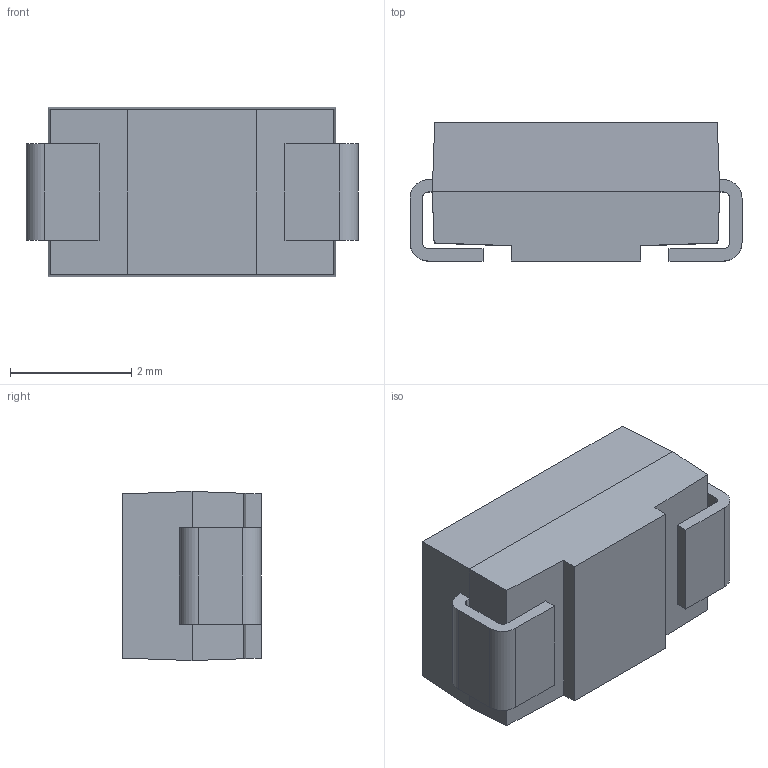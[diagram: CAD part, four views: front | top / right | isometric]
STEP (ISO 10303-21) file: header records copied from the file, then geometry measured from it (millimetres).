
FILE_DESCRIPTION( ( '' ), ' ' );
FILE_NAME( '586cc49b608a37105de45224.step', '2017-01-04T09:47:07', ( '' ), ( '' ), ' ', ' ', ' ' );
FILE_SCHEMA( ( 'AUTOMOTIVE_DESIGN { 1 0 10303 214 1 1 1 1 }' ) );
Length unit declared in the file: metre
Products named in the file (1): Open CASCADE STEP translator 6.8 1
Bounding box: 5.49 x 2.29 x 2.79 mm (x, y, z)
Volume: 29.2 mm3; surface area: 75.5 mm2
Topology: 1 solids, 1 shells, 130 faces, 343 edges, 226 vertices
Faces by surface type: plane 85, bspline 37, cylinder 8
Entity records: 8984 total; most frequent: CARTESIAN_POINT 3233, ORIENTED_EDGE 686, STYLED_ITEM 473, PRESENTATION_STYLE_ASSIGNMENT 473, DIRECTION 473, COLOUR_RGB 473, EDGE_CURVE 343, CURVE_STYLE 343
